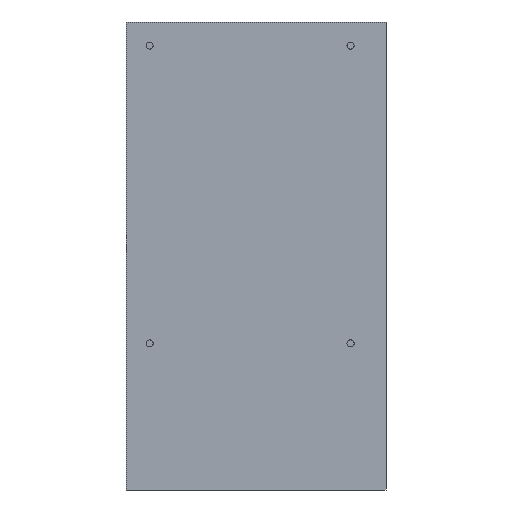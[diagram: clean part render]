
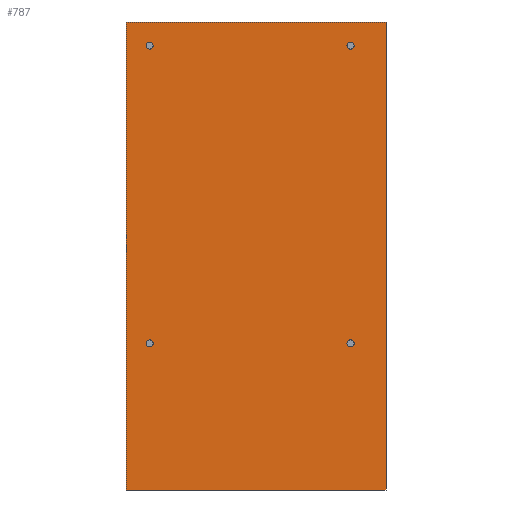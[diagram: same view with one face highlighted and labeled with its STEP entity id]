
A CAD part, front view. The second image highlights one B-rep face of the part: STEP entity #787.
In plain terms, the highlighted planar face has unit normal (0, -1, 0).
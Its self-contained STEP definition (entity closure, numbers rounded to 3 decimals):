
#8 = CARTESIAN_POINT ( 'NONE',  ( -55., 0., 99. ) ) ;
#28 = DIRECTION ( 'NONE',  ( 0., 1., 0. ) ) ;
#36 = VERTEX_POINT ( 'NONE', #223 ) ;
#37 = DIRECTION ( 'NONE',  ( 0., 1., 0. ) ) ;
#42 = DIRECTION ( 'NONE',  ( 0., 0., 1. ) ) ;
#44 = AXIS2_PLACEMENT_3D ( 'NONE', #251, #37, #451 ) ;
#45 = AXIS2_PLACEMENT_3D ( 'NONE', #515, #457, #42 ) ;
#54 = CARTESIAN_POINT ( 'NONE',  ( -45., 0., -37. ) ) ;
#63 = VERTEX_POINT ( 'NONE', #688 ) ;
#64 = CARTESIAN_POINT ( 'NONE',  ( -55., 0., -99. ) ) ;
#70 = CARTESIAN_POINT ( 'NONE',  ( -55., 0., 99. ) ) ;
#79 = ORIENTED_EDGE ( 'NONE', *, *, #484, .T. ) ;
#80 = EDGE_CURVE ( 'NONE', #743, #396, #118, .T. ) ;
#94 = CARTESIAN_POINT ( 'NONE',  ( 0., 0., 0. ) ) ;
#118 = CIRCLE ( 'NONE', #605, 1.5 ) ;
#132 = VERTEX_POINT ( 'NONE', #572 ) ;
#136 = CARTESIAN_POINT ( 'NONE',  ( 40., 0., -35.5 ) ) ;
#144 = CARTESIAN_POINT ( 'NONE',  ( -45., 0., 89. ) ) ;
#145 = ORIENTED_EDGE ( 'NONE', *, *, #588, .T. ) ;
#150 = ORIENTED_EDGE ( 'NONE', *, *, #264, .F. ) ;
#176 = EDGE_CURVE ( 'NONE', #551, #491, #513, .T. ) ;
#207 = DIRECTION ( 'NONE',  ( 1., 0., 0. ) ) ;
#212 = CIRCLE ( 'NONE', #699, 1.5 ) ;
#215 = DIRECTION ( 'NONE',  ( 0., 0., 1. ) ) ;
#223 = CARTESIAN_POINT ( 'NONE',  ( 40., 0., 87.5 ) ) ;
#227 = FACE_BOUND ( 'NONE', #325, .T. ) ;
#251 = CARTESIAN_POINT ( 'NONE',  ( 40., 0., 89. ) ) ;
#259 = VERTEX_POINT ( 'NONE', #413 ) ;
#264 = EDGE_CURVE ( 'NONE', #355, #551, #351, .T. ) ;
#275 = DIRECTION ( 'NONE',  ( 0., 1., 0. ) ) ;
#277 = EDGE_LOOP ( 'NONE', ( #79, #633 ) ) ;
#288 = DIRECTION ( 'NONE',  ( 0., 1., 0. ) ) ;
#290 = EDGE_CURVE ( 'NONE', #259, #352, #212, .T. ) ;
#305 = VERTEX_POINT ( 'NONE', #857 ) ;
#311 = DIRECTION ( 'NONE',  ( 0., 0., -1. ) ) ;
#325 = EDGE_LOOP ( 'NONE', ( #581, #612 ) ) ;
#332 = ORIENTED_EDGE ( 'NONE', *, *, #712, .F. ) ;
#351 = LINE ( 'NONE', #8, #468 ) ;
#352 = VERTEX_POINT ( 'NONE', #399 ) ;
#355 = VERTEX_POINT ( 'NONE', #70 ) ;
#358 = FACE_BOUND ( 'NONE', #277, .T. ) ;
#366 = PLANE ( 'NONE',  #807 ) ;
#373 = AXIS2_PLACEMENT_3D ( 'NONE', #729, #275, #604 ) ;
#374 = DIRECTION ( 'NONE',  ( 0., 0., 1. ) ) ;
#396 = VERTEX_POINT ( 'NONE', #681 ) ;
#397 = LINE ( 'NONE', #64, #726 ) ;
#399 = CARTESIAN_POINT ( 'NONE',  ( -45., 0., 87.5 ) ) ;
#411 = AXIS2_PLACEMENT_3D ( 'NONE', #54, #836, #713 ) ;
#413 = CARTESIAN_POINT ( 'NONE',  ( -45., 0., 90.5 ) ) ;
#418 = EDGE_LOOP ( 'NONE', ( #481, #150, #332, #539 ) ) ;
#425 = CIRCLE ( 'NONE', #44, 1.5 ) ;
#428 = AXIS2_PLACEMENT_3D ( 'NONE', #429, #552, #215 ) ;
#429 = CARTESIAN_POINT ( 'NONE',  ( -45., 0., 89. ) ) ;
#444 = CARTESIAN_POINT ( 'NONE',  ( 40., 0., -37. ) ) ;
#447 = EDGE_CURVE ( 'NONE', #491, #132, #683, .T. ) ;
#451 = DIRECTION ( 'NONE',  ( 0., 0., 1. ) ) ;
#455 = VECTOR ( 'NONE', #311, 1000. ) ;
#457 = DIRECTION ( 'NONE',  ( 0., 1., 0. ) ) ;
#467 = DIRECTION ( 'NONE',  ( 0., 0., 1. ) ) ;
#468 = VECTOR ( 'NONE', #207, 1000. ) ;
#470 = CIRCLE ( 'NONE', #782, 1.5 ) ;
#475 = DIRECTION ( 'NONE',  ( 0., 0., 1. ) ) ;
#481 = ORIENTED_EDGE ( 'NONE', *, *, #176, .F. ) ;
#484 = EDGE_CURVE ( 'NONE', #396, #743, #470, .T. ) ;
#491 = VERTEX_POINT ( 'NONE', #751 ) ;
#492 = ORIENTED_EDGE ( 'NONE', *, *, #847, .T. ) ;
#493 = DIRECTION ( 'NONE',  ( 0., 0., 1. ) ) ;
#495 = DIRECTION ( 'NONE',  ( 0., 0., 1. ) ) ;
#497 = CIRCLE ( 'NONE', #45, 1.5 ) ;
#513 = LINE ( 'NONE', #721, #455 ) ;
#515 = CARTESIAN_POINT ( 'NONE',  ( 40., 0., 89. ) ) ;
#525 = VERTEX_POINT ( 'NONE', #650 ) ;
#534 = CIRCLE ( 'NONE', #428, 1.5 ) ;
#539 = ORIENTED_EDGE ( 'NONE', *, *, #447, .F. ) ;
#547 = VECTOR ( 'NONE', #696, 1000. ) ;
#551 = VERTEX_POINT ( 'NONE', #705 ) ;
#552 = DIRECTION ( 'NONE',  ( 0., 1., 0. ) ) ;
#559 = EDGE_CURVE ( 'NONE', #36, #63, #497, .T. ) ;
#563 = FACE_BOUND ( 'NONE', #728, .T. ) ;
#569 = EDGE_CURVE ( 'NONE', #63, #36, #425, .T. ) ;
#572 = CARTESIAN_POINT ( 'NONE',  ( -55., 0., -99. ) ) ;
#581 = ORIENTED_EDGE ( 'NONE', *, *, #559, .T. ) ;
#588 = EDGE_CURVE ( 'NONE', #525, #305, #648, .T. ) ;
#604 = DIRECTION ( 'NONE',  ( 0., 0., 1. ) ) ;
#605 = AXIS2_PLACEMENT_3D ( 'NONE', #444, #288, #495 ) ;
#612 = ORIENTED_EDGE ( 'NONE', *, *, #569, .T. ) ;
#622 = DIRECTION ( 'NONE',  ( 0., 1., 0. ) ) ;
#625 = CARTESIAN_POINT ( 'NONE',  ( 40., 0., -37. ) ) ;
#633 = ORIENTED_EDGE ( 'NONE', *, *, #80, .T. ) ;
#648 = CIRCLE ( 'NONE', #411, 1.5 ) ;
#650 = CARTESIAN_POINT ( 'NONE',  ( -45., 0., -35.5 ) ) ;
#673 = DIRECTION ( 'NONE',  ( 0., 1., 0. ) ) ;
#678 = EDGE_CURVE ( 'NONE', #305, #525, #739, .T. ) ;
#681 = CARTESIAN_POINT ( 'NONE',  ( 40., 0., -38.5 ) ) ;
#683 = LINE ( 'NONE', #742, #547 ) ;
#688 = CARTESIAN_POINT ( 'NONE',  ( 40., 0., 90.5 ) ) ;
#696 = DIRECTION ( 'NONE',  ( -1., 0., 0. ) ) ;
#699 = AXIS2_PLACEMENT_3D ( 'NONE', #144, #673, #475 ) ;
#705 = CARTESIAN_POINT ( 'NONE',  ( 55., 0., 99. ) ) ;
#712 = EDGE_CURVE ( 'NONE', #132, #355, #397, .T. ) ;
#713 = DIRECTION ( 'NONE',  ( 0., 0., 1. ) ) ;
#715 = ORIENTED_EDGE ( 'NONE', *, *, #290, .T. ) ;
#721 = CARTESIAN_POINT ( 'NONE',  ( 55., 0., -99. ) ) ;
#726 = VECTOR ( 'NONE', #467, 1000. ) ;
#728 = EDGE_LOOP ( 'NONE', ( #816, #145 ) ) ;
#729 = CARTESIAN_POINT ( 'NONE',  ( -45., 0., -37. ) ) ;
#739 = CIRCLE ( 'NONE', #373, 1.5 ) ;
#741 = FACE_BOUND ( 'NONE', #758, .T. ) ;
#742 = CARTESIAN_POINT ( 'NONE',  ( -55., 0., -99. ) ) ;
#743 = VERTEX_POINT ( 'NONE', #136 ) ;
#751 = CARTESIAN_POINT ( 'NONE',  ( 55., 0., -99. ) ) ;
#758 = EDGE_LOOP ( 'NONE', ( #492, #715 ) ) ;
#782 = AXIS2_PLACEMENT_3D ( 'NONE', #625, #622, #374 ) ;
#787 = ADVANCED_FACE ( 'NONE', ( #810, #563, #358, #741, #227 ), #366, .F. ) ;
#807 = AXIS2_PLACEMENT_3D ( 'NONE', #94, #28, #493 ) ;
#810 = FACE_OUTER_BOUND ( 'NONE', #418, .T. ) ;
#816 = ORIENTED_EDGE ( 'NONE', *, *, #678, .T. ) ;
#836 = DIRECTION ( 'NONE',  ( 0., 1., 0. ) ) ;
#847 = EDGE_CURVE ( 'NONE', #352, #259, #534, .T. ) ;
#857 = CARTESIAN_POINT ( 'NONE',  ( -45., 0., -38.5 ) ) ;
